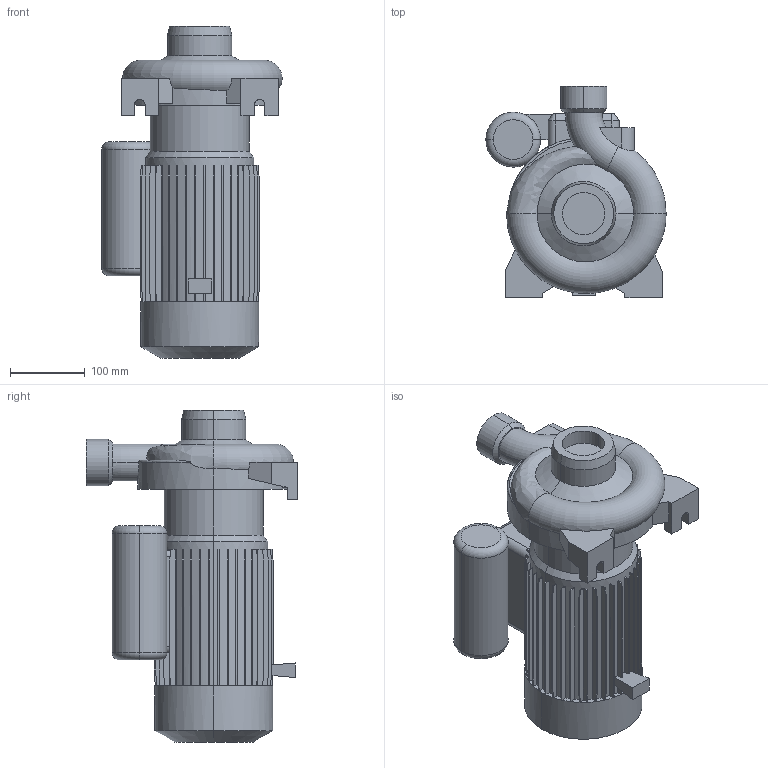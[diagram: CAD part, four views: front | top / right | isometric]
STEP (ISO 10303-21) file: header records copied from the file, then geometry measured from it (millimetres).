
FILE_DESCRIPTION (( 'STEP AP214' ), '1' );
FILE_NAME ('10013814swp00.step', '2022-02-10T10:32:48', ( '' ), ( '' ), 'SwSTEP 2.0', 'SolidWorks 2020', '' );
FILE_SCHEMA (( 'AUTOMOTIVE_DESIGN' ));
Length unit declared in the file: millimetre
Products named in the file (1): 10013814swp00
Bounding box: 240.6 x 282 x 443 mm (x, y, z)
Volume: 9641854.2 mm3; surface area: 483663.7 mm2
Topology: 1 solids, 1 shells, 365 faces, 1042 edges, 685 vertices
Faces by surface type: plane 305, cylinder 33, cone 14, torus 12, bspline 1
Entity records: 12694 total; most frequent: CARTESIAN_POINT 3062, ORIENTED_EDGE 2084, DIRECTION 1880, EDGE_CURVE 1042, LINE 830, VECTOR 830, VERTEX_POINT 685, AXIS2_PLACEMENT_3D 525
